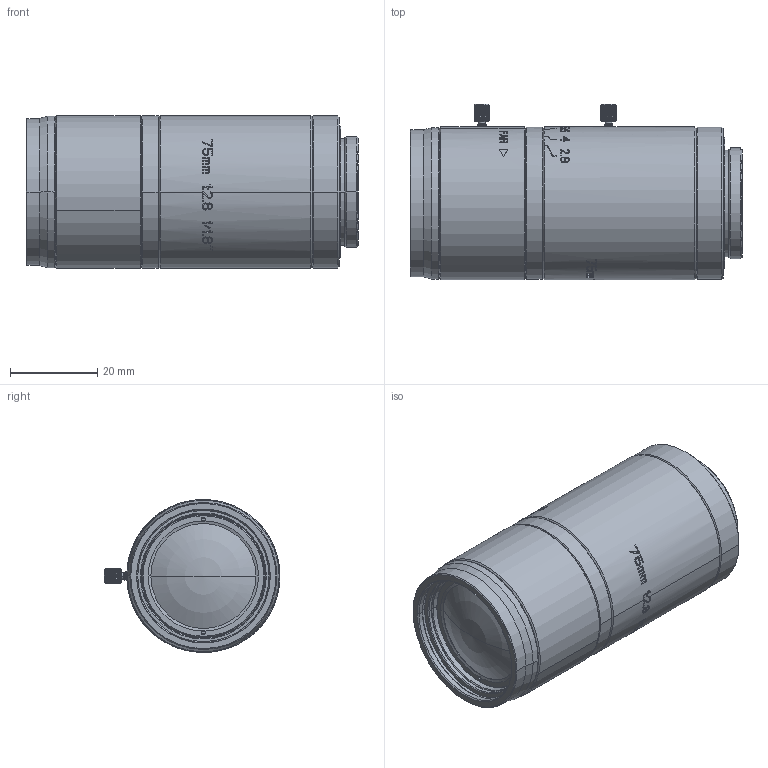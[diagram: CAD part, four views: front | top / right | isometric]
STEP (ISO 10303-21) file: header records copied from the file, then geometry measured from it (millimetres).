
FILE_DESCRIPTION(('FreeCAD Model'),'2;1');
FILE_NAME('Open CASCADE Shape Model','2025-01-21T10:50:18',(''),(''), 'Open CASCADE STEP processor 7.8','FreeCAD','Unknown');
FILE_SCHEMA(('AUTOMOTIVE_DESIGN { 1 0 10303 214 1 1 1 1 }'));
Length unit declared in the file: millimetre
Products named in the file (44): VA-LCM-5MP-75MM-F2.8-018; 200_ASM_5_ASM; 503_2; SOLID; COMPOUND003; COMPOUND; COMPOUND001; COMPOUND002; 202_ASM_2_ASM; 501_10; SOLID001; COMPOUND008; COMPOUND004; COMPOUND005; COMPOUND006; COMPOUND007; 301_1; 511_1; 201_ASM_2_ASM; 502_1; 304_1; 514_1; SOLID002; SHELL; 516_1; 504_5; SOLID003; COMPOUND011; COMPOUND009; COMPOUND010; 505_1; SOLID004; COMPOUND014; COMPOUND012; COMPOUND013; 541_1; 506_15; SOLID005; SHELL001; 507_2 ...
Assembly tree (46 placements, depth 6):
  VA-LCM-5MP-75MM-F2.8-018
    200_ASM_5_ASM
      503_2
        SOLID
        COMPOUND003
          COMPOUND
          COMPOUND001
          COMPOUND002
      202_ASM_2_ASM
        501_10
          SOLID001
          COMPOUND008
            COMPOUND004
            COMPOUND005
            COMPOUND006
            COMPOUND007
        301_1
        511_1
        201_ASM_2_ASM
          502_1
          304_1
          514_1
            SOLID002
            SHELL
        516_1
      504_5
        SOLID003
        COMPOUND011
          COMPOUND009
          COMPOUND010
      505_1
        SOLID004
        COMPOUND014
          COMPOUND012
          COMPOUND013
      541_1
      506_15
        SOLID005
        SHELL001
      507_2
        SOLID006
        SHELL002
      M14252001_1  x3
      531_1  x2
Bounding box: 75.9 x 40.2 x 35 mm (x, y, z)
Volume: 35327.3 mm3; surface area: 42321.5 mm2
Topology: 18 solids, 32 shells, 1721 faces, 4886 edges, 3279 vertices
Faces by surface type: plane 727, bspline 406, cylinder 354, cone 226, sphere 8
Entity records: 67877 total; most frequent: CARTESIAN_POINT 28106, ORIENTED_EDGE 8946, DIRECTION 6830, EDGE_CURVE 4504, VERTEX_POINT 3030, AXIS2_PLACEMENT_3D 2569, FACE_BOUND 1735, EDGE_LOOP 1735
